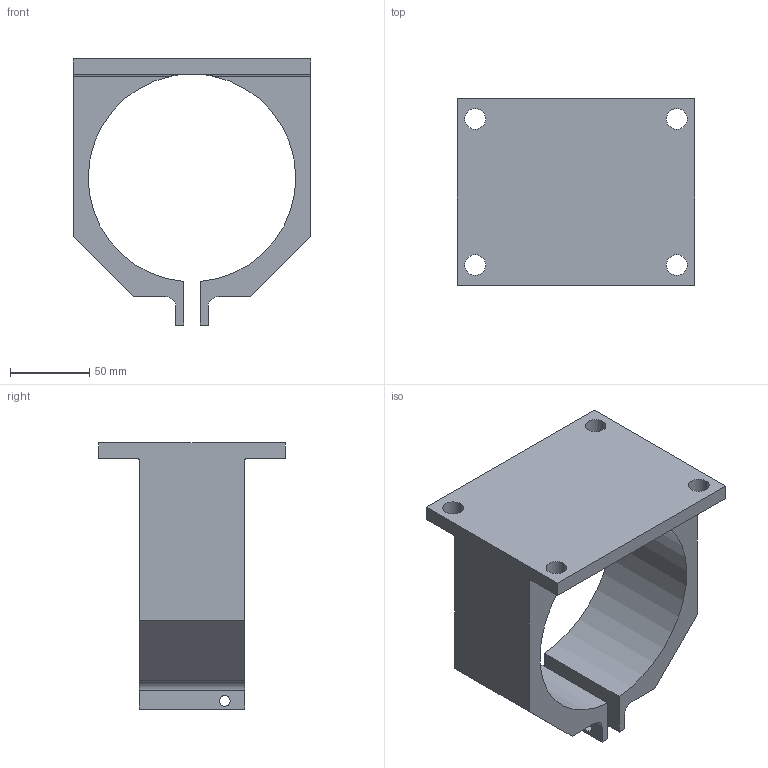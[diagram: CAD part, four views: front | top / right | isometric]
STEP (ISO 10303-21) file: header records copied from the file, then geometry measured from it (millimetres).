
FILE_DESCRIPTION (( 'STEP AP214' ), '1' );
FILE_NAME ('CT_Mid_Slotting_Mount.STEP', '2026-02-03T23:43:17', ( '' ), ( '' ), 'SwSTEP 2.0', 'SolidWorks 2025', '' );
FILE_SCHEMA (( 'AUTOMOTIVE_DESIGN' ));
Length unit declared in the file: inch
Products named in the file (1): CT_Mid_Slotting_Mount
Bounding box: 149.86 x 117.47 x 167.64 mm (x, y, z)
Volume: 578357.2 mm3; surface area: 100655.4 mm2
Topology: 1 solids, 1 shells, 45 faces, 125 edges, 78 vertices
Faces by surface type: plane 21, cylinder 20, bspline 4
Entity records: 1586 total; most frequent: CARTESIAN_POINT 389, DIRECTION 245, ORIENTED_EDGE 242, EDGE_CURVE 121, AXIS2_PLACEMENT_3D 86, VERTEX_POINT 78, VECTOR 73, LINE 73
